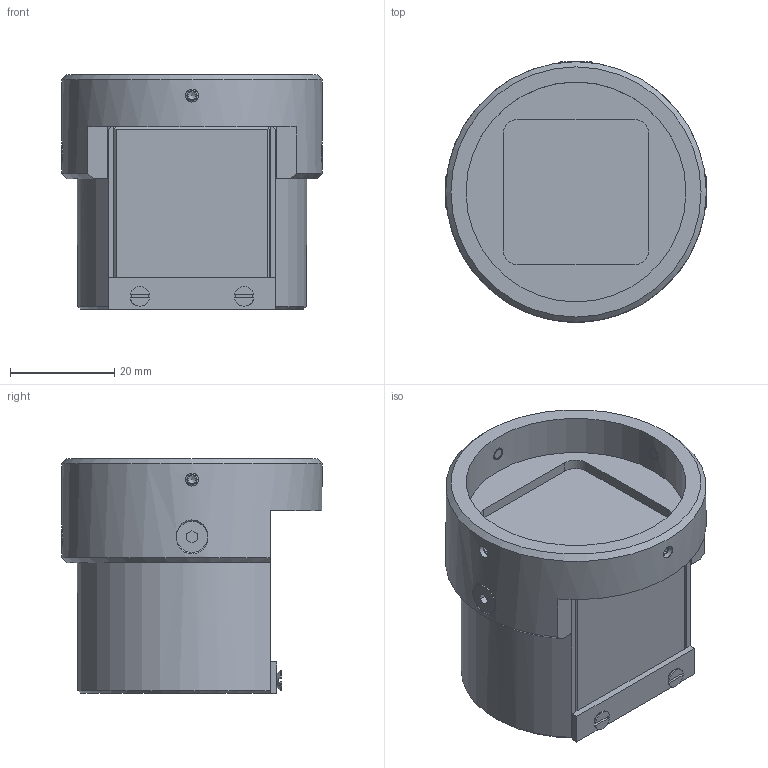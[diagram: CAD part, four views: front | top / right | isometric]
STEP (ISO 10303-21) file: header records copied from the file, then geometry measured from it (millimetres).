
FILE_DESCRIPTION(/* description */ (''),/* implementation_level */ '2;1');
FILE_NAME(/* name */ 'Umlenkspiegel_90-42.stp',/* time_stamp */ '2021-04-01T10:15:30+02:00',/* author */ (''),/* organization */ (''),/* preprocessor_version */ 'ST-DEVELOPER v16.5',/* originating_system */ 'Autodesk Inventor 2017',/* authorisation */ '');
FILE_SCHEMA (('AUTOMOTIVE_DESIGN { 1 0 10303 214 3 1 1 }'));
Length unit declared in the file: millimetre
Products named in the file (1): Umlenkspiegel_90-42
Bounding box: 50 x 50 x 45 mm (x, y, z)
Volume: 56751.7 mm3; surface area: 18212.5 mm2
Topology: 1 solids, 7 shells, 206 faces, 541 edges, 356 vertices
Faces by surface type: plane 126, cylinder 44, cone 33, torus 3
Full cylindrical faces by diameter (mm): 1.57 x2, 2 x2, 2.46 x11, 2.5 x2, 3 x3, 3.24 x1, 3.4 x3, 4.46 x2, 6 x3, 42.2 x1, 50 x1
Entity records: 6668 total; most frequent: CARTESIAN_POINT 1958, DIRECTION 883, ORIENTED_EDGE 854, EDGE_CURVE 423, AXIS2_PLACEMENT_3D 314, VERTEX_POINT 305, EDGE_LOOP 300, LINE 255
